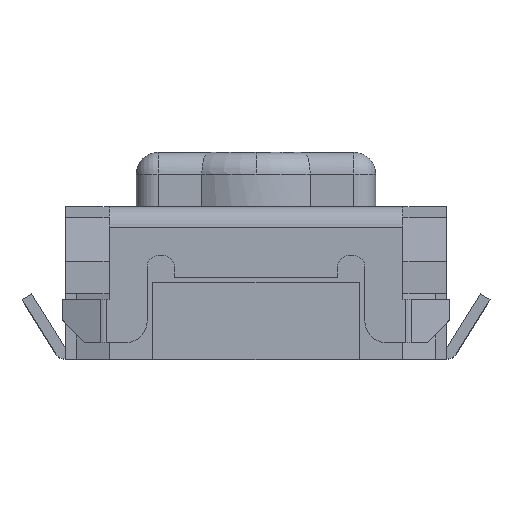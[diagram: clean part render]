
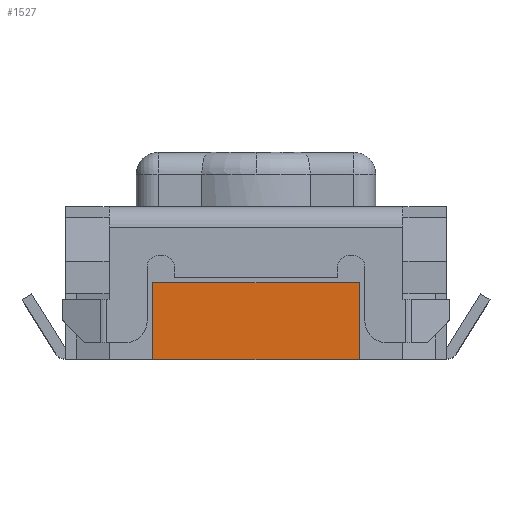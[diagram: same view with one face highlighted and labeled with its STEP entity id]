
A CAD part, top view. The second image highlights one B-rep face of the part: STEP entity #1527.
In plain terms, the highlighted planar face has unit normal (0, 0, 1).
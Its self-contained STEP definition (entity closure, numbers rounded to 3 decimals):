
#572 = CARTESIAN_POINT ( 'NONE',  ( -0.95, 1.3, 1.45 ) ) ;
#618 = DIRECTION ( 'NONE',  ( -1., 0., 0. ) ) ;
#870 = EDGE_CURVE ( 'NONE', #5272, #3351, #8356, .T. ) ;
#1159 = VERTEX_POINT ( 'NONE', #3960 ) ;
#1445 = CARTESIAN_POINT ( 'NONE',  ( -0.95, 0., 1.45 ) ) ;
#1527 = ADVANCED_FACE ( 'NONE', ( #5672 ), #3646, .F. ) ;
#1705 = EDGE_LOOP ( 'NONE', ( #8083, #5509, #3534, #3911 ) ) ;
#1953 = VERTEX_POINT ( 'NONE', #7478 ) ;
#2153 = DIRECTION ( 'NONE',  ( 1., 0., 0. ) ) ;
#2185 = VECTOR ( 'NONE', #4499, 1000. ) ;
#2383 = DIRECTION ( 'NONE',  ( 0., 0., -1. ) ) ;
#2456 = LINE ( 'NONE', #5066, #5490 ) ;
#2983 = DIRECTION ( 'NONE',  ( 0., -1., 0. ) ) ;
#3351 = VERTEX_POINT ( 'NONE', #1445 ) ;
#3359 = CARTESIAN_POINT ( 'NONE',  ( -0.95, 1.3, 1.45 ) ) ;
#3534 = ORIENTED_EDGE ( 'NONE', *, *, #7091, .T. ) ;
#3616 = LINE ( 'NONE', #5521, #4933 ) ;
#3646 = PLANE ( 'NONE',  #6645 ) ;
#3888 = DIRECTION ( 'NONE',  ( 1., 0., 0. ) ) ;
#3911 = ORIENTED_EDGE ( 'NONE', *, *, #6566, .F. ) ;
#3960 = CARTESIAN_POINT ( 'NONE',  ( 0.95, 0.7, 1.45 ) ) ;
#4499 = DIRECTION ( 'NONE',  ( 0., -1., 0. ) ) ;
#4933 = VECTOR ( 'NONE', #2983, 1000. ) ;
#5066 = CARTESIAN_POINT ( 'NONE',  ( -0.95, 0., 1.45 ) ) ;
#5272 = VERTEX_POINT ( 'NONE', #5345 ) ;
#5345 = CARTESIAN_POINT ( 'NONE',  ( -0.95, 0.7, 1.45 ) ) ;
#5490 = VECTOR ( 'NONE', #3888, 1000. ) ;
#5509 = ORIENTED_EDGE ( 'NONE', *, *, #870, .T. ) ;
#5521 = CARTESIAN_POINT ( 'NONE',  ( 0.95, 1.3, 1.45 ) ) ;
#5574 = VECTOR ( 'NONE', #2153, 1000. ) ;
#5672 = FACE_OUTER_BOUND ( 'NONE', #1705, .T. ) ;
#5858 = CARTESIAN_POINT ( 'NONE',  ( -0.95, 0.7, 1.45 ) ) ;
#6566 = EDGE_CURVE ( 'NONE', #1159, #1953, #3616, .T. ) ;
#6645 = AXIS2_PLACEMENT_3D ( 'NONE', #572, #2383, #618 ) ;
#7091 = EDGE_CURVE ( 'NONE', #3351, #1953, #2456, .T. ) ;
#7478 = CARTESIAN_POINT ( 'NONE',  ( 0.95, 0., 1.45 ) ) ;
#7551 = EDGE_CURVE ( 'NONE', #5272, #1159, #7893, .T. ) ;
#7893 = LINE ( 'NONE', #5858, #5574 ) ;
#8083 = ORIENTED_EDGE ( 'NONE', *, *, #7551, .F. ) ;
#8356 = LINE ( 'NONE', #3359, #2185 ) ;
